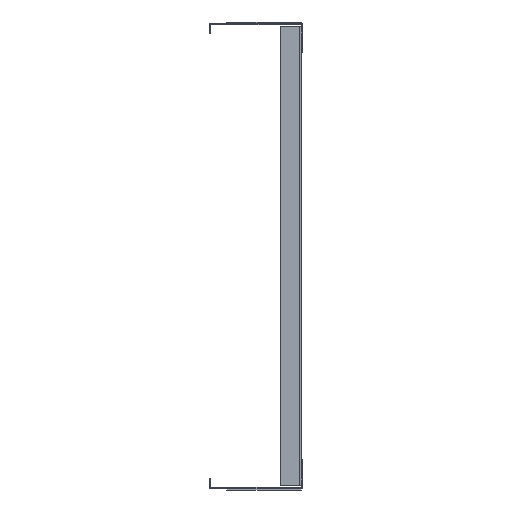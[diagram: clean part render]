
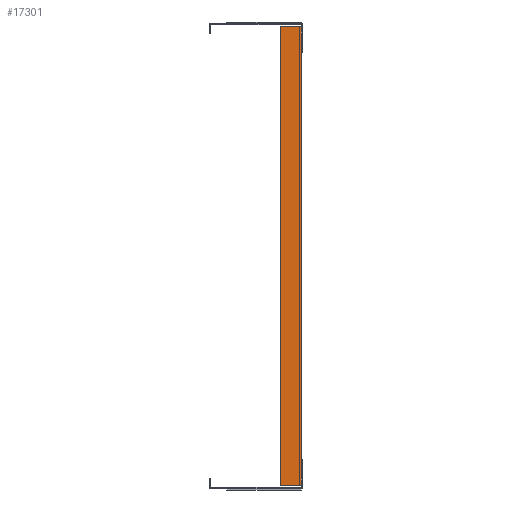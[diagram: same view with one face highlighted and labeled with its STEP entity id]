
A CAD part, left-side view. The second image highlights one B-rep face of the part: STEP entity #17301.
In plain terms, the highlighted planar face has unit normal (-1, 0, 0).
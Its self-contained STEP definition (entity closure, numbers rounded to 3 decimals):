
#595 = CARTESIAN_POINT ( 'NONE',  ( -1653.776, 158.597, -363.6 ) ) ;
#911 = CARTESIAN_POINT ( 'NONE',  ( -1653.776, 176.497, 8.9 ) ) ;
#2073 = CARTESIAN_POINT ( 'NONE',  ( -1653.776, 176.497, -386.1 ) ) ;
#2100 = LINE ( 'NONE', #6724, #54510 ) ;
#2620 = VECTOR ( 'NONE', #13522, 1000. ) ;
#3197 = DIRECTION ( 'NONE',  ( 0., 0., -1. ) ) ;
#3441 = LINE ( 'NONE', #5758, #15319 ) ;
#3545 = CARTESIAN_POINT ( 'NONE',  ( -1653.776, 176.497, 8.9 ) ) ;
#5758 = CARTESIAN_POINT ( 'NONE',  ( -1653.776, 158.497, -388.221 ) ) ;
#5942 = DIRECTION ( 'NONE',  ( 1., 0., 0. ) ) ;
#6724 = CARTESIAN_POINT ( 'NONE',  ( -1653.776, 176.497, -386.1 ) ) ;
#7328 = CARTESIAN_POINT ( 'NONE',  ( -1653.776, 158.597, -13.6 ) ) ;
#9342 = EDGE_CURVE ( 'NONE', #54267, #60231, #58033, .T. ) ;
#11113 = CARTESIAN_POINT ( 'NONE',  ( -1653.776, 158.597, -363.6 ) ) ;
#11149 = CARTESIAN_POINT ( 'NONE',  ( -1653.776, 176.497, 8.9 ) ) ;
#12163 = ORIENTED_EDGE ( 'NONE', *, *, #39305, .F. ) ;
#12434 = DIRECTION ( 'NONE',  ( 0., -1., 0. ) ) ;
#13311 = EDGE_CURVE ( 'NONE', #29100, #60231, #2100, .T. ) ;
#13522 = DIRECTION ( 'NONE',  ( 0., -1., 0. ) ) ;
#15319 = VECTOR ( 'NONE', #21048, 1000. ) ;
#16186 = DIRECTION ( 'NONE',  ( 0., 1., 0. ) ) ;
#16577 = EDGE_LOOP ( 'NONE', ( #12163, #32985, #62407, #46388, #33138, #28546, #29855, #46303 ) ) ;
#17301 = ADVANCED_FACE ( 'NONE', ( #38310 ), #61684, .F. ) ;
#17478 = VECTOR ( 'NONE', #30914, 1000. ) ;
#17749 = VECTOR ( 'NONE', #16186, 1000. ) ;
#20868 = EDGE_CURVE ( 'NONE', #46141, #63964, #3441, .T. ) ;
#21048 = DIRECTION ( 'NONE',  ( 0., 0., 1. ) ) ;
#22009 = DIRECTION ( 'NONE',  ( 0., -1., 0. ) ) ;
#22428 = VERTEX_POINT ( 'NONE', #47002 ) ;
#23350 = CARTESIAN_POINT ( 'NONE',  ( -1653.776, 158.597, 11.4 ) ) ;
#25761 = CARTESIAN_POINT ( 'NONE',  ( -1653.776, 158.597, -388.6 ) ) ;
#28546 = ORIENTED_EDGE ( 'NONE', *, *, #9342, .F. ) ;
#28596 = AXIS2_PLACEMENT_3D ( 'NONE', #911, #5942, #41443 ) ;
#28972 = VERTEX_POINT ( 'NONE', #11149 ) ;
#29100 = VERTEX_POINT ( 'NONE', #2073 ) ;
#29844 = CARTESIAN_POINT ( 'NONE',  ( -1653.776, 158.597, -13.6 ) ) ;
#29855 = ORIENTED_EDGE ( 'NONE', *, *, #61266, .F. ) ;
#30914 = DIRECTION ( 'NONE',  ( 0., 0., -1. ) ) ;
#31056 = CARTESIAN_POINT ( 'NONE',  ( -1653.776, 158.497, -363.6 ) ) ;
#31258 = LINE ( 'NONE', #11113, #17749 ) ;
#32985 = ORIENTED_EDGE ( 'NONE', *, *, #33042, .F. ) ;
#33042 = EDGE_CURVE ( 'NONE', #22428, #51769, #34646, .T. ) ;
#33138 = ORIENTED_EDGE ( 'NONE', *, *, #13311, .T. ) ;
#34646 = LINE ( 'NONE', #23350, #48151 ) ;
#36157 = LINE ( 'NONE', #7328, #61609 ) ;
#38310 = FACE_OUTER_BOUND ( 'NONE', #16577, .T. ) ;
#38812 = CARTESIAN_POINT ( 'NONE',  ( -1653.776, 176.497, 8.9 ) ) ;
#39305 = EDGE_CURVE ( 'NONE', #51769, #63964, #36157, .T. ) ;
#41443 = DIRECTION ( 'NONE',  ( 0., 0., -1. ) ) ;
#46141 = VERTEX_POINT ( 'NONE', #31056 ) ;
#46303 = ORIENTED_EDGE ( 'NONE', *, *, #20868, .T. ) ;
#46388 = ORIENTED_EDGE ( 'NONE', *, *, #57779, .T. ) ;
#47002 = CARTESIAN_POINT ( 'NONE',  ( -1653.776, 158.597, 8.9 ) ) ;
#48151 = VECTOR ( 'NONE', #3197, 1000. ) ;
#50238 = VECTOR ( 'NONE', #54376, 1000. ) ;
#51106 = CARTESIAN_POINT ( 'NONE',  ( -1653.776, 158.497, -13.6 ) ) ;
#51769 = VERTEX_POINT ( 'NONE', #29844 ) ;
#54267 = VERTEX_POINT ( 'NONE', #595 ) ;
#54376 = DIRECTION ( 'NONE',  ( 0., 0., -1. ) ) ;
#54510 = VECTOR ( 'NONE', #22009, 1000. ) ;
#57214 = CARTESIAN_POINT ( 'NONE',  ( -1653.776, 158.597, -386.1 ) ) ;
#57756 = EDGE_CURVE ( 'NONE', #28972, #22428, #58237, .T. ) ;
#57779 = EDGE_CURVE ( 'NONE', #28972, #29100, #65357, .T. ) ;
#58033 = LINE ( 'NONE', #25761, #17478 ) ;
#58237 = LINE ( 'NONE', #38812, #2620 ) ;
#60231 = VERTEX_POINT ( 'NONE', #57214 ) ;
#61266 = EDGE_CURVE ( 'NONE', #46141, #54267, #31258, .T. ) ;
#61609 = VECTOR ( 'NONE', #12434, 1000. ) ;
#61684 = PLANE ( 'NONE',  #28596 ) ;
#62407 = ORIENTED_EDGE ( 'NONE', *, *, #57756, .F. ) ;
#63964 = VERTEX_POINT ( 'NONE', #51106 ) ;
#65357 = LINE ( 'NONE', #3545, #50238 ) ;
